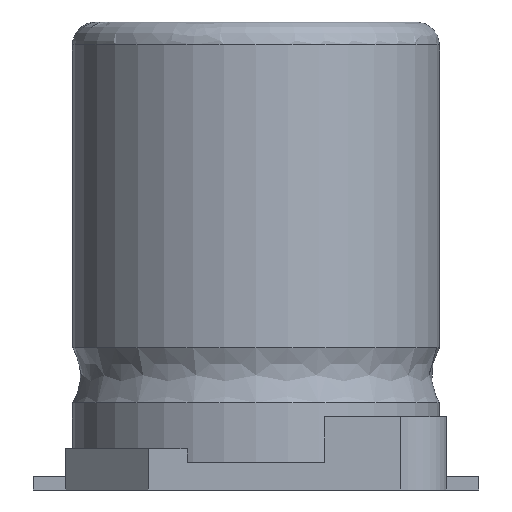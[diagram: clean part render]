
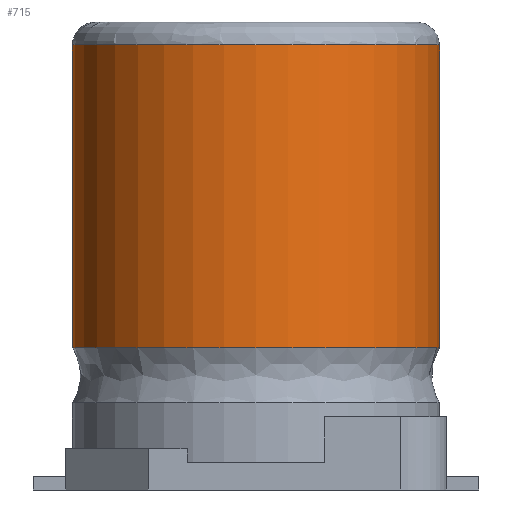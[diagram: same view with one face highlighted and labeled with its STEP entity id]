
A CAD part, front view. The second image highlights one B-rep face of the part: STEP entity #715.
In plain terms, the highlighted cylindrical face has radius 4 mm (diameter 8 mm), a full revolution.
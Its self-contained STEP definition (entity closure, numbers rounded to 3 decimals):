
#659=CARTESIAN_POINT('',(-4.0,0.0,9.7));
#660=VERTEX_POINT('',#659);
#661=CARTESIAN_POINT('',(-0.0,0.0,9.7));
#662=DIRECTION('',(0.0,-0.0,-1.0));
#663=DIRECTION('',(-1.0,-0.0,-0.0));
#664=AXIS2_PLACEMENT_3D('',#661,#662,#663);
#665=CIRCLE('',#664,4.0);
#666=EDGE_CURVE('n� 10',#660,#660,#665,.T.);
#683=CARTESIAN_POINT('',(-4.0,-0.0,3.1));
#684=VERTEX_POINT('',#683);
#685=CARTESIAN_POINT('',(-0.0,0.0,3.1));
#686=DIRECTION('',(-0.0,0.0,1.0));
#687=DIRECTION('',(-1.0,-0.0,-0.0));
#688=AXIS2_PLACEMENT_3D('',#685,#686,#687);
#689=CIRCLE('',#688,4.0);
#690=EDGE_CURVE('n� 18',#684,#684,#689,.T.);
#704=ORIENTED_EDGE('',*,*,#690,.T.);
#705=EDGE_LOOP('',(#704));
#706=FACE_OUTER_BOUND('',#705,.T.);
#707=ORIENTED_EDGE('',*,*,#666,.T.);
#708=EDGE_LOOP('',(#707));
#709=FACE_BOUND('',#708,.T.);
#710=CARTESIAN_POINT('',(-0.0,0.0,10.2));
#711=DIRECTION('',(0.0,-0.0,-1.0));
#712=DIRECTION('',(-1.0,-0.0,-0.0));
#713=AXIS2_PLACEMENT_3D('',#710,#711,#712);
#714=CYLINDRICAL_SURFACE('',#713,4.0);
#715=ADVANCED_FACE('n� 2',(#706,#709),#714,.T.);
